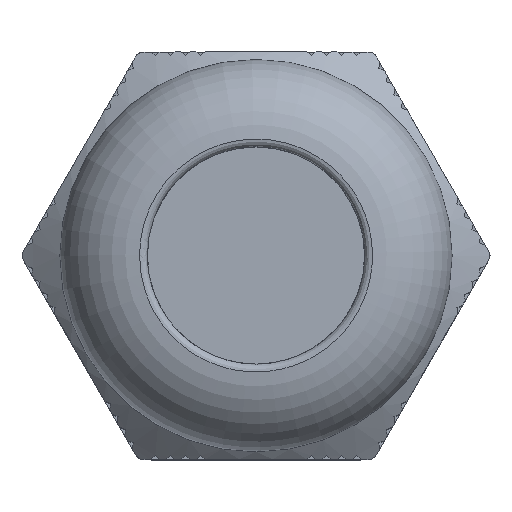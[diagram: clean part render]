
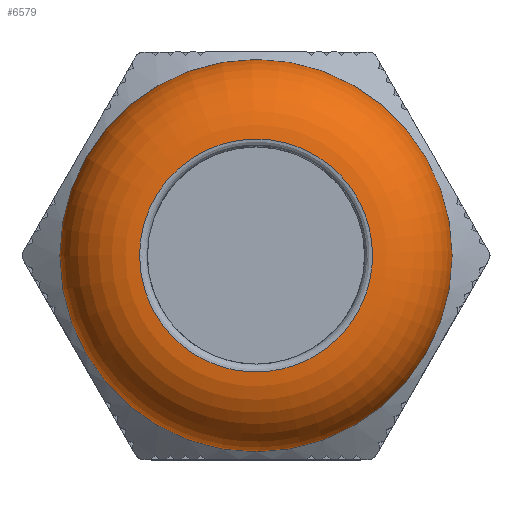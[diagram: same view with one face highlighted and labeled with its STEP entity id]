
A CAD part, top view. The second image highlights one B-rep face of the part: STEP entity #6579.
In plain terms, the highlighted toroidal (fillet/blend) face has major radius 7.5 mm and minor radius 5.5 mm.
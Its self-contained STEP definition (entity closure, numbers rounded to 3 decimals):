
#1550=CARTESIAN_POINT('',(-7.589,0.,34.138));
#1551=VERTEX_POINT('',#1550);
#1561=CARTESIAN_POINT('',(-7.589,0.,34.138));
#1562=CARTESIAN_POINT('',(-7.589,-1.15,34.138));
#1563=CARTESIAN_POINT('',(-7.137,-3.156,34.138));
#1564=CARTESIAN_POINT('',(-5.777,-5.078,34.138));
#1565=CARTESIAN_POINT('',(-4.059,-6.618,34.138));
#1566=CARTESIAN_POINT('',(-1.659,-7.781,34.138));
#1567=CARTESIAN_POINT('',(1.896,-7.786,34.138));
#1568=CARTESIAN_POINT('',(5.101,-6.248,34.138));
#1569=CARTESIAN_POINT('',(7.32,-3.472,34.138));
#1570=CARTESIAN_POINT('',(8.115,-0.007,34.138));
#1571=CARTESIAN_POINT('',(7.413,3.07,34.138));
#1572=CARTESIAN_POINT('',(5.442,5.975,34.138));
#1573=CARTESIAN_POINT('',(2.31,7.787,34.138));
#1574=CARTESIAN_POINT('',(-1.644,7.783,34.138));
#1575=CARTESIAN_POINT('',(-4.844,6.244,34.138));
#1576=CARTESIAN_POINT('',(-7.063,3.467,34.138));
#1577=CARTESIAN_POINT('',(-7.589,1.15,34.138));
#1578=CARTESIAN_POINT('',(-7.589,0.,34.138));
#1579=B_SPLINE_CURVE_WITH_KNOTS('',3,(#1561,#1562,#1563,#1564,#1565,#1566,#1567,#1568,#1569,#1570,#1571,#1572,#1573,#1574,#1575,#1576,#1577,#1578),.UNSPECIFIED.,.T.,.U.,(4,1,1,1,1,1,1,1,1,1,1,1,1,1,1,4),(-4.809,-4.465,-4.208,-4.122,-3.778,-3.435,-3.091,-2.748,-2.404,-2.061,-1.832,-1.374,-1.03,-0.687,-0.343,0.0),.UNSPECIFIED.);
#1580=EDGE_CURVE('',#1551,#1551,#1579,.T.);
#6560=CARTESIAN_POINT('',(0.131,0.,28.642));
#6561=DIRECTION('',(0.,0.,-1.0));
#6562=DIRECTION('',(-1.0,0.0,0.0));
#6563=AXIS2_PLACEMENT_3D('',#6560,#6561,#6562);
#6564=TOROIDAL_SURFACE('',#6563,7.5,5.5);
#6565=CARTESIAN_POINT('',(13.131,0.,28.642));
#6566=VERTEX_POINT('',#6565);
#6567=CARTESIAN_POINT('',(0.131,0.,28.642));
#6568=DIRECTION('',(0.0,0.0,1.0));
#6569=DIRECTION('',(-1.0,0.0,0.0));
#6570=AXIS2_PLACEMENT_3D('',#6567,#6568,#6569);
#6571=CIRCLE('',#6570,13.0);
#6572=EDGE_CURVE('',#6566,#6566,#6571,.T.);
#6573=ORIENTED_EDGE('',*,*,#6572,.T.);
#6574=EDGE_LOOP('',(#6573));
#6575=FACE_OUTER_BOUND('',#6574,.T.);
#6576=ORIENTED_EDGE('',*,*,#1580,.F.);
#6577=EDGE_LOOP('',(#6576));
#6578=FACE_BOUND('',#6577,.T.);
#6579=ADVANCED_FACE('',(#6575,#6578),#6564,.T.);
